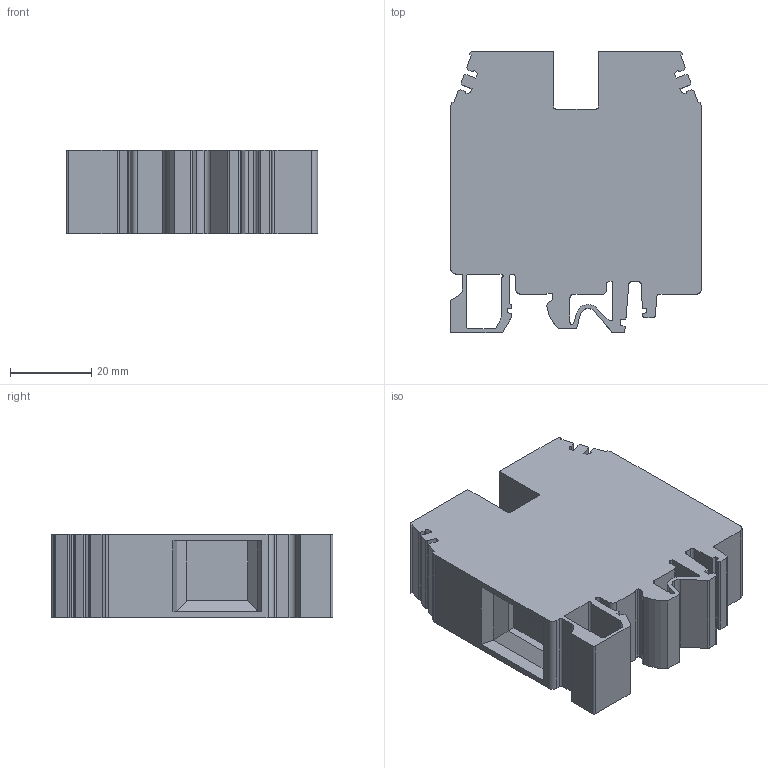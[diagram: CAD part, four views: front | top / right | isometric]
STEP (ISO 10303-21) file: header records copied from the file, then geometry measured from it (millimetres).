
FILE_DESCRIPTION((''),'2;1');
FILE_NAME('CBD_70_ASM','2022-07-14T09:46:16',('klemen.sitar'),('Audax d.o.o.'),'CREO PARAMETRIC BY PTC INC, 2021304','CREO PARAMETRIC BY PTC INC, 2021304','');
FILE_SCHEMA(('AP242_MANAGED_MODEL_BASED_3D_ENGINEERING_MIM_LF { 1 0 10303 442 1 1 4 }'));
Length unit declared in the file: millimetre
Products named in the file (3): CBD_70-55560; PRT0001_1_1_1_1; CBD_70_ASM
Assembly tree (3 placements, depth 2):
  CBD_70_ASM
    CBD_70-55560
    PRT0001_1_1_1_1  x2
Bounding box: 62 x 69.5 x 20.5 mm (x, y, z)
Volume: 66768.7 mm3; surface area: 18366.8 mm2
Topology: 1 solids, 3 shells, 261 faces, 762 edges, 508 vertices
Faces by surface type: plane 154, cylinder 75, cone 16, bspline 8, sphere 4, torus 4
Entity records: 11397 total; most frequent: CARTESIAN_POINT 2031, ORIENTED_EDGE 1252, DIRECTION 1200, PRESENTATION_STYLE_ASSIGNMENT 810, STYLED_ITEM 810, CURVE_STYLE 633, EDGE_CURVE 628, VECTOR 432
